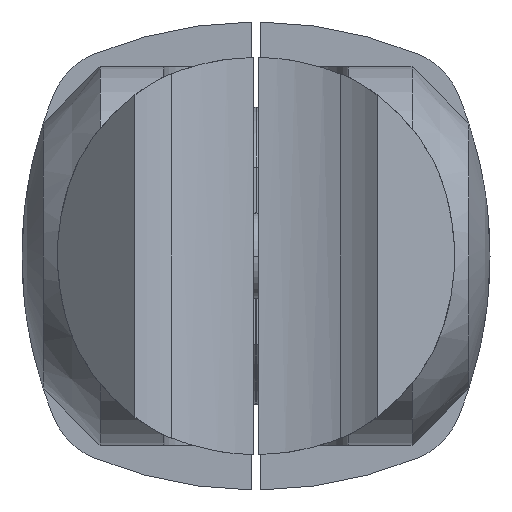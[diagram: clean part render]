
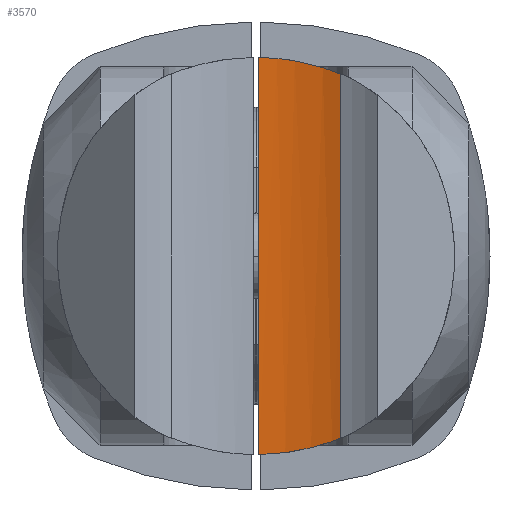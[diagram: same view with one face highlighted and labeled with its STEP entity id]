
A CAD part, front view. The second image highlights one B-rep face of the part: STEP entity #3570.
In plain terms, the highlighted cylindrical face has radius 16 mm (diameter 32 mm), a partial arc.
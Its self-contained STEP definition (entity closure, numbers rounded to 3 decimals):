
#42=B_SPLINE_CURVE_WITH_KNOTS('',3,(#5625,#5626,#5627,#5628,#5629,#5630,
#5631,#5632,#5633,#5634),.UNSPECIFIED.,.F.,.F.,(4,1,1,1,1,1,1,4),(0.,0.963,
1.938,2.911,3.867,4.819,5.831,
6.973),.UNSPECIFIED.);
#46=B_SPLINE_CURVE_WITH_KNOTS('',3,(#5715,#5716,#5717,#5718,#5719,#5720,
#5721,#5722,#5723,#5724),.UNSPECIFIED.,.F.,.F.,(4,1,1,1,1,1,1,4),(0.,1.141,
2.152,3.105,4.061,5.034,6.01,
6.973),.UNSPECIFIED.);
#233=CYLINDRICAL_SURFACE('',#3889,16.);
#362=FACE_OUTER_BOUND('',#582,.T.);
#582=EDGE_LOOP('',(#2780,#2781,#2782,#2783));
#1008=LINE('',#5709,#1282);
#1009=LINE('',#5725,#1283);
#1282=VECTOR('',#4599,27.997);
#1283=VECTOR('',#4606,25.013);
#1555=VERTEX_POINT('',#5612);
#1558=VERTEX_POINT('',#5624);
#1566=VERTEX_POINT('',#5668);
#1580=VERTEX_POINT('',#5707);
#1980=EDGE_CURVE('',#1555,#1558,#42,.T.);
#2011=EDGE_CURVE('',#1580,#1558,#1008,.T.);
#2014=EDGE_CURVE('',#1580,#1566,#46,.T.);
#2015=EDGE_CURVE('',#1555,#1566,#1009,.T.);
#2780=ORIENTED_EDGE('',*,*,#2014,.T.);
#2781=ORIENTED_EDGE('',*,*,#2015,.F.);
#2782=ORIENTED_EDGE('',*,*,#1980,.T.);
#2783=ORIENTED_EDGE('',*,*,#2011,.F.);
#3570=ADVANCED_FACE('',(#362),#233,.F.);
#3889=AXIS2_PLACEMENT_3D('',#5714,#4604,#4605);
#4599=DIRECTION('',(0.,0.,1.));
#4604=DIRECTION('center_axis',(0.,0.,1.));
#4605=DIRECTION('ref_axis',(1.,0.,0.));
#4606=DIRECTION('',(0.,0.,-1.));
#5612=CARTESIAN_POINT('',(6.75,-81.133,12.506));
#5624=CARTESIAN_POINT('',(0.2,-79.641,13.999));
#5625=CARTESIAN_POINT('Ctrl Pts',(6.75,-81.133,12.506));
#5626=CARTESIAN_POINT('Ctrl Pts',(6.482,-81.008,12.631));
#5627=CARTESIAN_POINT('Ctrl Pts',(5.93,-80.77,12.87));
#5628=CARTESIAN_POINT('Ctrl Pts',(5.068,-80.454,13.186));
#5629=CARTESIAN_POINT('Ctrl Pts',(4.177,-80.185,13.455));
#5630=CARTESIAN_POINT('Ctrl Pts',(3.266,-79.967,13.672));
#5631=CARTESIAN_POINT('Ctrl Pts',(2.321,-79.799,13.841));
#5632=CARTESIAN_POINT('Ctrl Pts',(1.298,-79.68,13.959));
#5633=CARTESIAN_POINT('Ctrl Pts',(0.581,-79.645,13.994));
#5634=CARTESIAN_POINT('Ctrl Pts',(0.2,-79.641,13.999));
#5668=CARTESIAN_POINT('',(6.75,-81.133,-12.506));
#5707=CARTESIAN_POINT('',(0.2,-79.641,-13.999));
#5709=CARTESIAN_POINT('',(0.2,-79.641,-13.999));
#5714=CARTESIAN_POINT('Origin',(0.,-95.639,
-17.));
#5715=CARTESIAN_POINT('Ctrl Pts',(0.2,-79.641,-13.999));
#5716=CARTESIAN_POINT('Ctrl Pts',(0.58,-79.645,-13.994));
#5717=CARTESIAN_POINT('Ctrl Pts',(1.298,-79.68,-13.959));
#5718=CARTESIAN_POINT('Ctrl Pts',(2.32,-79.799,-13.841));
#5719=CARTESIAN_POINT('Ctrl Pts',(3.265,-79.967,-13.673));
#5720=CARTESIAN_POINT('Ctrl Pts',(4.176,-80.184,-13.455));
#5721=CARTESIAN_POINT('Ctrl Pts',(5.067,-80.454,-13.186));
#5722=CARTESIAN_POINT('Ctrl Pts',(5.93,-80.77,-12.87));
#5723=CARTESIAN_POINT('Ctrl Pts',(6.482,-81.008,-12.631));
#5724=CARTESIAN_POINT('Ctrl Pts',(6.75,-81.133,-12.506));
#5725=CARTESIAN_POINT('',(6.75,-81.133,12.506));
